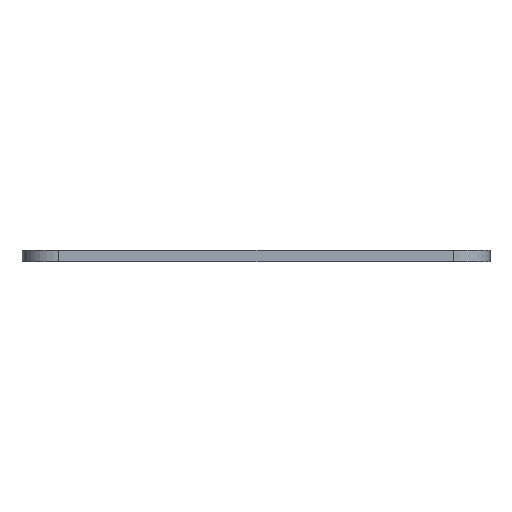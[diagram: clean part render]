
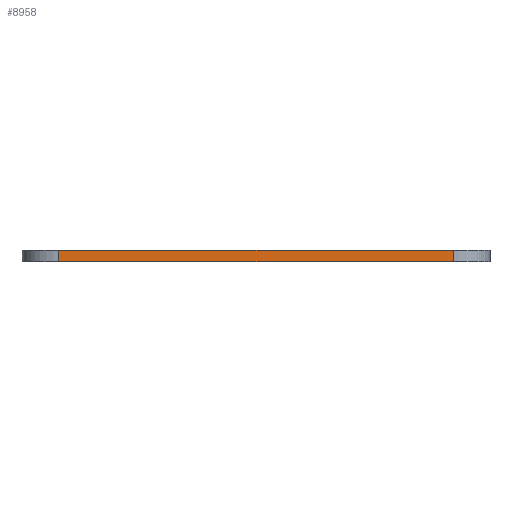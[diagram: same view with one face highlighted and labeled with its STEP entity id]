
A CAD part, left-side view. The second image highlights one B-rep face of the part: STEP entity #8958.
In plain terms, the highlighted planar face has unit normal (-1, 0, 0).
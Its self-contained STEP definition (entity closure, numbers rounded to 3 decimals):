
#943=PLANE('',#9504);
#1147=FACE_OUTER_BOUND('',#1656,.T.);
#1656=EDGE_LOOP('',(#6147,#6148,#6149,#6150));
#2205=LINE('',#11120,#2988);
#2206=LINE('',#11123,#2989);
#2207=LINE('',#11125,#2990);
#2208=LINE('',#11126,#2991);
#2988=VECTOR('',#9785,10.);
#2989=VECTOR('',#9788,10.);
#2990=VECTOR('',#9789,10.);
#2991=VECTOR('',#9790,10.);
#3818=VERTEX_POINT('',#11113);
#3821=VERTEX_POINT('',#11118);
#3822=VERTEX_POINT('',#11122);
#3823=VERTEX_POINT('',#11124);
#4751=EDGE_CURVE('',#3821,#3818,#2205,.T.);
#4752=EDGE_CURVE('',#3822,#3821,#2206,.T.);
#4753=EDGE_CURVE('',#3823,#3822,#2207,.T.);
#4754=EDGE_CURVE('',#3818,#3823,#2208,.T.);
#6147=ORIENTED_EDGE('',*,*,#4751,.F.);
#6148=ORIENTED_EDGE('',*,*,#4752,.F.);
#6149=ORIENTED_EDGE('',*,*,#4753,.F.);
#6150=ORIENTED_EDGE('',*,*,#4754,.F.);
#8958=ADVANCED_FACE('',(#1147),#943,.T.);
#9504=AXIS2_PLACEMENT_3D('',#11121,#9786,#9787);
#9785=DIRECTION('',(0.,0.,1.));
#9786=DIRECTION('center_axis',(-1.,0.,0.));
#9787=DIRECTION('ref_axis',(0.,-1.,0.));
#9788=DIRECTION('',(0.,1.,0.));
#9789=DIRECTION('',(0.,0.,-1.));
#9790=DIRECTION('',(0.,-1.,0.));
#11113=CARTESIAN_POINT('',(0.,-5.,1.5));
#11118=CARTESIAN_POINT('',(0.,-5.,0.));
#11120=CARTESIAN_POINT('',(0.,-5.,0.));
#11121=CARTESIAN_POINT('Origin',(0.,0.,0.));
#11122=CARTESIAN_POINT('',(0.,-58.37,0.));
#11123=CARTESIAN_POINT('',(0.,-63.37,0.));
#11124=CARTESIAN_POINT('',(0.,-58.37,1.5));
#11125=CARTESIAN_POINT('',(0.,-58.37,0.));
#11126=CARTESIAN_POINT('',(0.,-63.37,1.5));
